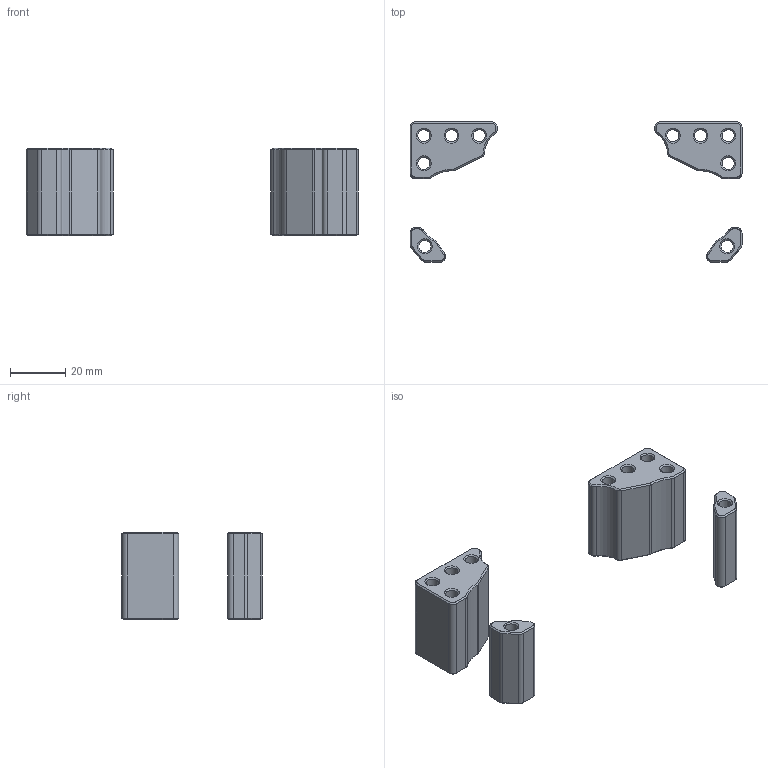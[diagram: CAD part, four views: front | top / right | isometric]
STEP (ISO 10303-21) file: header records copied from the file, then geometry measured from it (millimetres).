
FILE_DESCRIPTION(/* description */ (''),/* implementation_level */ '2;1');
FILE_NAME(/* name */ '1xPlate Standoff(Seperate (4 total))v1.step',/* time_stamp */ '2025-04-14T13:04:53-04:00',/* author */ (''),/* organization */ (''),/* preprocessor_version */ 'ST-DEVELOPER v20.1',/* originating_system */ 'Autodesk Translation Framework v14.4.0.0',/* authorisation */ '');
FILE_SCHEMA (('AUTOMOTIVE_DESIGN { 1 0 10303 214 3 1 1 }'));
Length unit declared in the file: millimetre
Products named in the file (1): Plate Standoff
Bounding box: 120 x 50.67 x 31.6 mm (x, y, z)
Volume: 33244.7 mm3; surface area: 14605.6 mm2
Topology: 4 solids, 4 shells, 194 faces, 434 edges, 248 vertices
Faces by surface type: cone 84, plane 68, cylinder 42
Full cylindrical faces by diameter (mm): 4.4 x10
Entity records: 5351 total; most frequent: DIRECTION 992, CARTESIAN_POINT 877, ORIENTED_EDGE 868, EDGE_CURVE 434, AXIS2_PLACEMENT_3D 363, LINE 266, VECTOR 266, VERTEX_POINT 248
